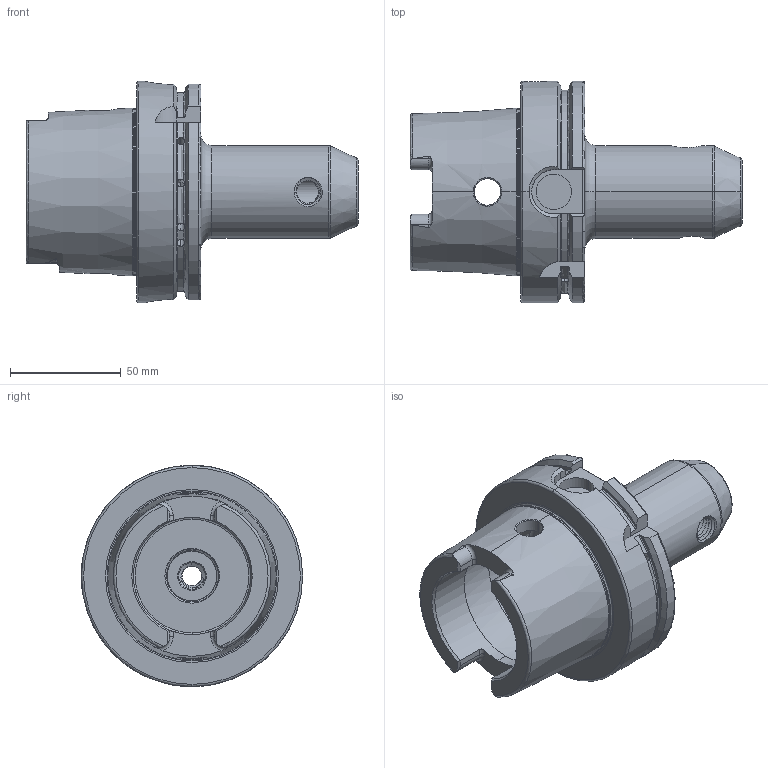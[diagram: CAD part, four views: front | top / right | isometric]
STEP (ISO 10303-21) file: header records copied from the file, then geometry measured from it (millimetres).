
FILE_DESCRIPTION (( 'STEP AP203' ), '1' );
FILE_NAME ('A100.05.12.STEP', '2016-10-07T10:16:28', ( '' ), ( '' ), 'SwSTEP 2.0', 'SolidWorks 2012', '' );
FILE_SCHEMA (( 'CONFIG_CONTROL_DESIGN' ));
Length unit declared in the file: millimetre
Products named in the file (1): A100.05.12
Bounding box: 150 x 100 x 100 mm (x, y, z)
Volume: 337066.8 mm3; surface area: 63384.7 mm2
Topology: 1 solids, 1 shells, 267 faces, 726 edges, 460 vertices
Faces by surface type: cylinder 119, plane 47, torus 37, cone 36, bspline 26, sphere 2
Entity records: 30343 total; most frequent: CARTESIAN_POINT 24276, ORIENTED_EDGE 1432, DIRECTION 1068, EDGE_CURVE 716, VERTEX_POINT 460, AXIS2_PLACEMENT_3D 431, EDGE_LOOP 284, FACE_OUTER_BOUND 267
